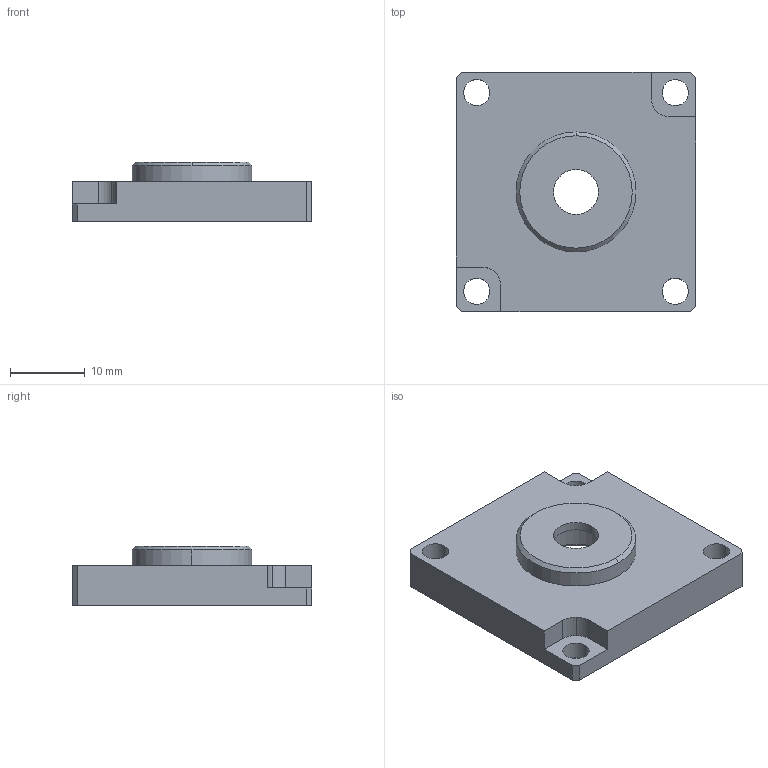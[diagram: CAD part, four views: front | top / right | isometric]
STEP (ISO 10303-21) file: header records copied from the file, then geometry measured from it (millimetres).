
FILE_DESCRIPTION (( 'STEP AP203' ), '1' );
FILE_NAME ('mini8-cover1105 v164 v1.STEP', '2023-12-04T13:24:24', ( '' ), ( '' ), 'SwSTEP 2.0', 'SolidWorks 2022', '' );
FILE_SCHEMA (( 'CONFIG_CONTROL_DESIGN' ));
Length unit declared in the file: millimetre
Products named in the file (1): mini8-cover1105 v164 v1
Bounding box: 32 x 32 x 8 mm (x, y, z)
Volume: 3984.8 mm3; surface area: 3230.3 mm2
Topology: 1 solids, 1 shells, 46 faces, 118 edges, 78 vertices
Faces by surface type: cylinder 22, plane 20, cone 4
Entity records: 1513 total; most frequent: DIRECTION 262, CARTESIAN_POINT 243, ORIENTED_EDGE 236, EDGE_CURVE 118, AXIS2_PLACEMENT_3D 97, VERTEX_POINT 78, VECTOR 68, LINE 68
